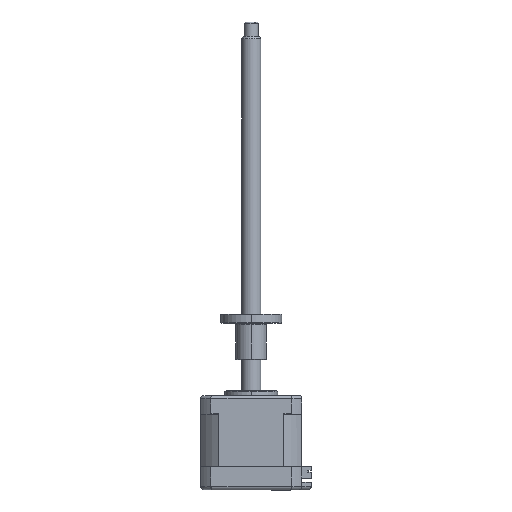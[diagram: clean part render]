
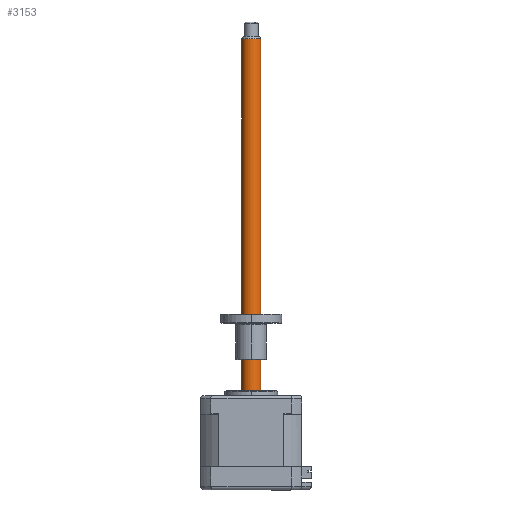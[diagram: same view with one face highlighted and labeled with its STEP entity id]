
A CAD part, top view. The second image highlights one B-rep face of the part: STEP entity #3153.
In plain terms, the highlighted cylindrical face has radius 4 mm (diameter 8 mm), a partial arc.
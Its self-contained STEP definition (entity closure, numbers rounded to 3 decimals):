
#76 = DIRECTION ( 'NONE',  ( -1., 0., 0. ) ) ;
#80 = CIRCLE ( 'NONE', #8946, 4. ) ;
#1017 = EDGE_LOOP ( 'NONE', ( #2583, #10318, #10504, #2700 ) ) ;
#1023 = CYLINDRICAL_SURFACE ( 'NONE', #4056, 4. ) ;
#1150 = VECTOR ( 'NONE', #5986, 1000. ) ;
#1191 = FACE_OUTER_BOUND ( 'NONE', #1017, .T. ) ;
#1248 = LINE ( 'NONE', #7688, #1150 ) ;
#1741 = CARTESIAN_POINT ( 'NONE',  ( -17.581, 148.842, 33.35 ) ) ;
#2583 = ORIENTED_EDGE ( 'NONE', *, *, #6308, .F. ) ;
#2661 = DIRECTION ( 'NONE',  ( 1., 0., 0. ) ) ;
#2700 = ORIENTED_EDGE ( 'NONE', *, *, #4304, .F. ) ;
#2895 = CARTESIAN_POINT ( 'NONE',  ( -21.581, 149.842, 33.35 ) ) ;
#3153 = ADVANCED_FACE ( 'NONE', ( #1191 ), #1023, .T. ) ;
#3562 = EDGE_CURVE ( 'NONE', #10618, #3814, #80, .T. ) ;
#3738 = EDGE_CURVE ( 'NONE', #3814, #4749, #10603, .T. ) ;
#3814 = VERTEX_POINT ( 'NONE', #3900 ) ;
#3900 = CARTESIAN_POINT ( 'NONE',  ( -21.581, 148.842, 33.35 ) ) ;
#4056 = AXIS2_PLACEMENT_3D ( 'NONE', #4585, #5425, #76 ) ;
#4304 = EDGE_CURVE ( 'NONE', #7331, #4749, #8936, .T. ) ;
#4585 = CARTESIAN_POINT ( 'NONE',  ( -17.581, 149.842, 33.35 ) ) ;
#4749 = VERTEX_POINT ( 'NONE', #8763 ) ;
#4805 = CARTESIAN_POINT ( 'NONE',  ( -13.581, 148.842, 33.35 ) ) ;
#4846 = DIRECTION ( 'NONE',  ( 0., -1., 0. ) ) ;
#5425 = DIRECTION ( 'NONE',  ( 0., -1., 0. ) ) ;
#5501 = AXIS2_PLACEMENT_3D ( 'NONE', #9861, #4846, #10695 ) ;
#5986 = DIRECTION ( 'NONE',  ( 0., -1., 0. ) ) ;
#6308 = EDGE_CURVE ( 'NONE', #10618, #7331, #1248, .T. ) ;
#7331 = VERTEX_POINT ( 'NONE', #8664 ) ;
#7688 = CARTESIAN_POINT ( 'NONE',  ( -13.581, 149.842, 33.35 ) ) ;
#7779 = DIRECTION ( 'NONE',  ( 0., -1., 0. ) ) ;
#8664 = CARTESIAN_POINT ( 'NONE',  ( -13.581, -0.158, 33.35 ) ) ;
#8763 = CARTESIAN_POINT ( 'NONE',  ( -21.581, -0.158, 33.35 ) ) ;
#8854 = DIRECTION ( 'NONE',  ( 0., -1., 0. ) ) ;
#8936 = CIRCLE ( 'NONE', #5501, 4. ) ;
#8946 = AXIS2_PLACEMENT_3D ( 'NONE', #1741, #7779, #2661 ) ;
#9861 = CARTESIAN_POINT ( 'NONE',  ( -17.581, -0.158, 33.35 ) ) ;
#10318 = ORIENTED_EDGE ( 'NONE', *, *, #3562, .T. ) ;
#10504 = ORIENTED_EDGE ( 'NONE', *, *, #3738, .T. ) ;
#10603 = LINE ( 'NONE', #2895, #10617 ) ;
#10617 = VECTOR ( 'NONE', #8854, 1000. ) ;
#10618 = VERTEX_POINT ( 'NONE', #4805 ) ;
#10695 = DIRECTION ( 'NONE',  ( -1., 0., 0. ) ) ;
